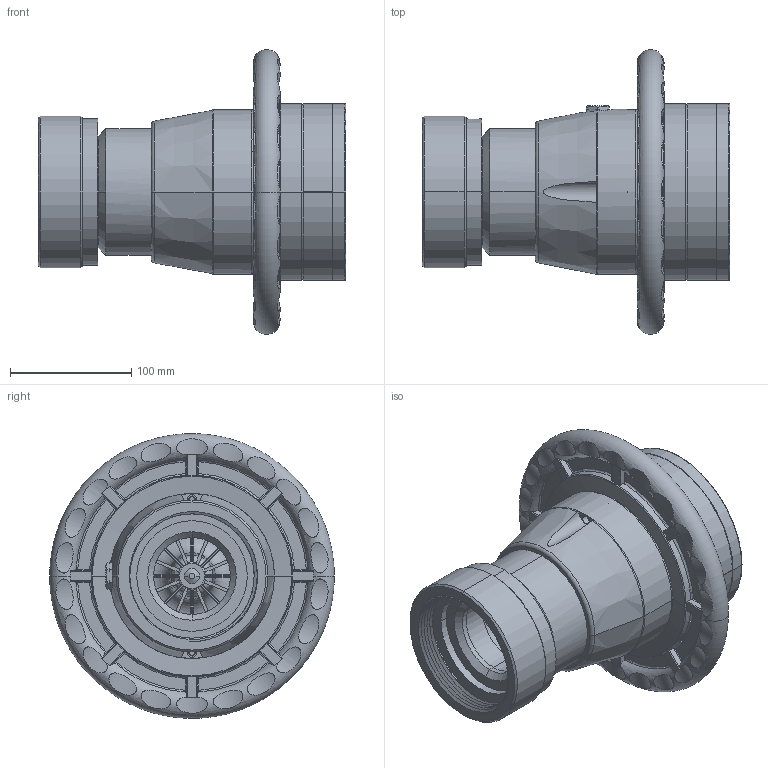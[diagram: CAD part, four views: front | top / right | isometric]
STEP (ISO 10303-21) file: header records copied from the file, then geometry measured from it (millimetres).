
FILE_DESCRIPTION((''),'2;1');
FILE_NAME('5160_3_5_08','2012-04-09T',('sobri'),(''),'PRO/ENGINEER BY PARAMETRIC TECHNOLOGY CORPORATION, 2011180','PRO/ENGINEER BY PARAMETRIC TECHNOLOGY CORPORATION, 2011180','');
FILE_SCHEMA(('CONFIG_CONTROL_DESIGN'));
Length unit declared in the file: inch
Products named in the file (1): 5160_3_5_08
Bounding box: 253.8 x 234.87 x 234.86 mm (x, y, z)
Surface area: 397144.6 mm2 (no closed solid volume)
Topology: 0 solids, 26 shells, 671 faces, 1923 edges, 1263 vertices
Faces by surface type: cylinder 282, plane 176, torus 141, cone 64, bspline 8
Entity records: 26958 total; most frequent: CARTESIAN_POINT 9590, DIRECTION 3642, ORIENTED_EDGE 3571, EDGE_CURVE 1923, AXIS2_PLACEMENT_3D 1506, VERTEX_POINT 1263, CIRCLE 843, EDGE_LOOP 752
